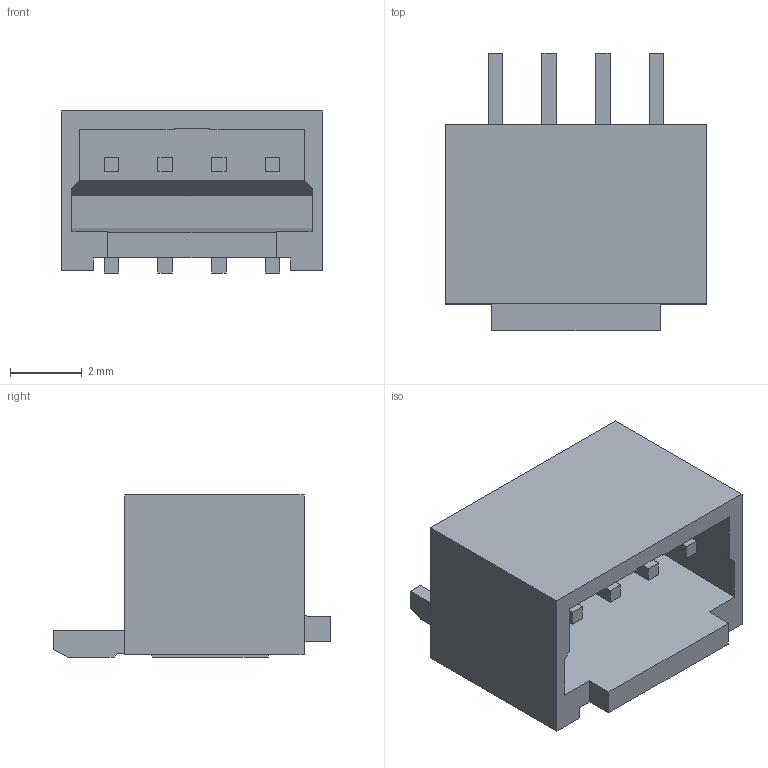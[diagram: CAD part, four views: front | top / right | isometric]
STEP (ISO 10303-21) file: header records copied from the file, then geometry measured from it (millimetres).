
FILE_DESCRIPTION(('STEP AP242'),'1');
FILE_NAME('0874380443.stp','2025-05-11T13:09:44',('TraceParts'),('TraceParts S.A.'),'Spatial InterOp 3D',' ',' ');
FILE_SCHEMA(('AP242_MANAGED_MODEL_BASED_3D_ENGINEERING_MIM_LF {1 0 10303 442 1 1 4}'));
Length unit declared in the file: millimetre
Products named in the file (1): 0874380443
Bounding box: 7.3 x 7.75 x 4.52 mm (x, y, z)
Volume: 97.7 mm3; surface area: 307.8 mm2
Topology: 1 solids, 1 shells, 94 faces, 262 edges, 174 vertices
Faces by surface type: plane 94
Entity records: 2975 total; most frequent: CARTESIAN_POINT 531, ORIENTED_EDGE 524, DIRECTION 452, EDGE_CURVE 262, LINE 262, VECTOR 262, VERTEX_POINT 174, EDGE_LOOP 98
